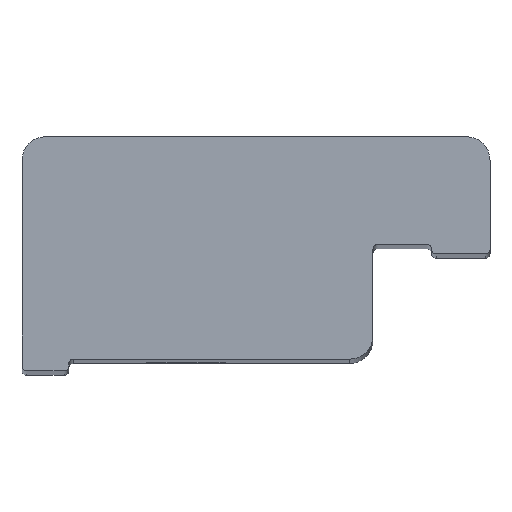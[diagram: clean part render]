
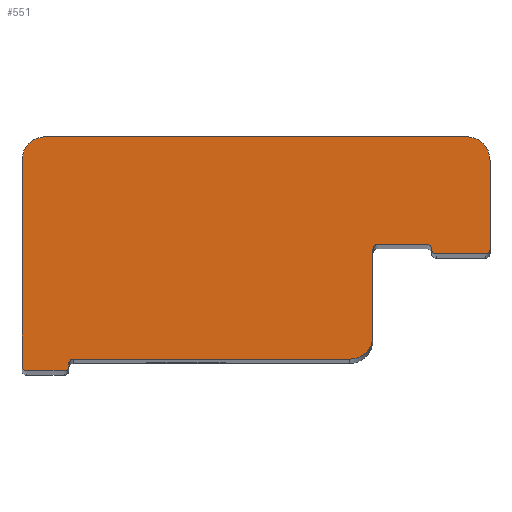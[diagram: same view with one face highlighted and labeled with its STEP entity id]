
A CAD part, top view. The second image highlights one B-rep face of the part: STEP entity #551.
In plain terms, the highlighted planar face has unit normal (0, 0, 1).
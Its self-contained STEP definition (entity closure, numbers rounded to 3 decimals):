
#17=LINE('',#874,#54);
#20=LINE('',#880,#57);
#21=LINE('',#884,#58);
#22=LINE('',#890,#59);
#23=LINE('',#894,#60);
#24=LINE('',#898,#61);
#25=LINE('',#902,#62);
#26=LINE('',#906,#63);
#27=LINE('',#910,#64);
#54=VECTOR('',#709,11.8);
#57=VECTOR('',#714,3.7);
#58=VECTOR('',#717,2.1);
#59=VECTOR('',#722,2.1);
#60=VECTOR('',#725,3.8);
#61=VECTOR('',#728,18.);
#62=VECTOR('',#731,8.8);
#63=VECTOR('',#734,1.6);
#64=VECTOR('',#737,0.1);
#141=FACE_OUTER_BOUND('',#190,.T.);
#190=EDGE_LOOP('',(#412,#413,#414,#415,#416,#417,#418,#419,#420,#421,#422,
#423,#424,#425,#426,#427,#428,#429,#430));
#229=CIRCLE('',#601,1.);
#231=CIRCLE('',#605,0.2);
#232=CIRCLE('',#606,0.2);
#233=CIRCLE('',#607,0.2);
#234=CIRCLE('',#608,0.2);
#235=CIRCLE('',#609,1.);
#236=CIRCLE('',#610,1.);
#237=CIRCLE('',#611,0.2);
#238=CIRCLE('',#612,0.2);
#239=CIRCLE('',#613,0.2);
#265=VERTEX_POINT('',#864);
#266=VERTEX_POINT('',#865);
#269=VERTEX_POINT('',#873);
#271=VERTEX_POINT('',#879);
#272=VERTEX_POINT('',#881);
#273=VERTEX_POINT('',#883);
#274=VERTEX_POINT('',#885);
#275=VERTEX_POINT('',#887);
#276=VERTEX_POINT('',#889);
#277=VERTEX_POINT('',#891);
#278=VERTEX_POINT('',#893);
#279=VERTEX_POINT('',#895);
#280=VERTEX_POINT('',#897);
#281=VERTEX_POINT('',#899);
#282=VERTEX_POINT('',#901);
#283=VERTEX_POINT('',#903);
#284=VERTEX_POINT('',#905);
#285=VERTEX_POINT('',#907);
#286=VERTEX_POINT('',#909);
#319=EDGE_CURVE('',#265,#266,#229,.T.);
#323=EDGE_CURVE('',#266,#269,#17,.T.);
#326=EDGE_CURVE('',#271,#265,#20,.T.);
#327=EDGE_CURVE('',#272,#271,#231,.T.);
#328=EDGE_CURVE('',#273,#272,#21,.T.);
#329=EDGE_CURVE('',#274,#273,#232,.T.);
#330=EDGE_CURVE('',#275,#274,#233,.T.);
#331=EDGE_CURVE('',#276,#275,#22,.T.);
#332=EDGE_CURVE('',#277,#276,#234,.T.);
#333=EDGE_CURVE('',#278,#277,#23,.T.);
#334=EDGE_CURVE('',#279,#278,#235,.T.);
#335=EDGE_CURVE('',#280,#279,#24,.T.);
#336=EDGE_CURVE('',#281,#280,#236,.T.);
#337=EDGE_CURVE('',#282,#281,#25,.T.);
#338=EDGE_CURVE('',#283,#282,#237,.T.);
#339=EDGE_CURVE('',#284,#283,#26,.T.);
#340=EDGE_CURVE('',#285,#284,#238,.T.);
#341=EDGE_CURVE('',#286,#285,#27,.T.);
#342=EDGE_CURVE('',#269,#286,#239,.T.);
#412=ORIENTED_EDGE('',*,*,#319,.F.);
#413=ORIENTED_EDGE('',*,*,#326,.F.);
#414=ORIENTED_EDGE('',*,*,#327,.F.);
#415=ORIENTED_EDGE('',*,*,#328,.F.);
#416=ORIENTED_EDGE('',*,*,#329,.F.);
#417=ORIENTED_EDGE('',*,*,#330,.F.);
#418=ORIENTED_EDGE('',*,*,#331,.F.);
#419=ORIENTED_EDGE('',*,*,#332,.F.);
#420=ORIENTED_EDGE('',*,*,#333,.F.);
#421=ORIENTED_EDGE('',*,*,#334,.F.);
#422=ORIENTED_EDGE('',*,*,#335,.F.);
#423=ORIENTED_EDGE('',*,*,#336,.F.);
#424=ORIENTED_EDGE('',*,*,#337,.F.);
#425=ORIENTED_EDGE('',*,*,#338,.F.);
#426=ORIENTED_EDGE('',*,*,#339,.F.);
#427=ORIENTED_EDGE('',*,*,#340,.F.);
#428=ORIENTED_EDGE('',*,*,#341,.F.);
#429=ORIENTED_EDGE('',*,*,#342,.F.);
#430=ORIENTED_EDGE('',*,*,#323,.F.);
#527=PLANE('',#604);
#551=ADVANCED_FACE('',(#141),#527,.T.);
#601=AXIS2_PLACEMENT_3D('',#866,#701,#702);
#604=AXIS2_PLACEMENT_3D('',#878,#712,#713);
#605=AXIS2_PLACEMENT_3D('',#882,#715,#716);
#606=AXIS2_PLACEMENT_3D('',#886,#718,#719);
#607=AXIS2_PLACEMENT_3D('',#888,#720,#721);
#608=AXIS2_PLACEMENT_3D('',#892,#723,#724);
#609=AXIS2_PLACEMENT_3D('',#896,#726,#727);
#610=AXIS2_PLACEMENT_3D('',#900,#729,#730);
#611=AXIS2_PLACEMENT_3D('',#904,#732,#733);
#612=AXIS2_PLACEMENT_3D('',#908,#735,#736);
#613=AXIS2_PLACEMENT_3D('',#911,#738,#739);
#701=DIRECTION('center_axis',(0.,0.,-1.));
#702=DIRECTION('ref_axis',(0.707,-0.707,0.));
#709=DIRECTION('',(-1.,0.,0.));
#712=DIRECTION('center_axis',(0.,0.,1.));
#713=DIRECTION('ref_axis',(1.,0.,0.));
#714=DIRECTION('',(0.,-1.,0.));
#715=DIRECTION('center_axis',(0.,0.,1.));
#716=DIRECTION('ref_axis',(-0.707,0.707,0.));
#717=DIRECTION('',(-1.,0.,0.));
#718=DIRECTION('center_axis',(0.,0.,1.));
#719=DIRECTION('ref_axis',(0.707,0.707,0.));
#720=DIRECTION('center_axis',(0.,0.,-1.));
#721=DIRECTION('ref_axis',(-0.707,-0.707,0.));
#722=DIRECTION('',(-1.,0.,0.));
#723=DIRECTION('center_axis',(0.,0.,-1.));
#724=DIRECTION('ref_axis',(0.707,-0.707,0.));
#725=DIRECTION('',(0.,-1.,0.));
#726=DIRECTION('center_axis',(0.,0.,-1.));
#727=DIRECTION('ref_axis',(0.707,0.707,0.));
#728=DIRECTION('',(1.,0.,0.));
#729=DIRECTION('center_axis',(0.,0.,-1.));
#730=DIRECTION('ref_axis',(-0.707,0.707,0.));
#731=DIRECTION('',(0.,1.,0.));
#732=DIRECTION('center_axis',(0.,0.,-1.));
#733=DIRECTION('ref_axis',(-0.707,-0.707,0.));
#734=DIRECTION('',(-1.,0.,0.));
#735=DIRECTION('center_axis',(0.,0.,-1.));
#736=DIRECTION('ref_axis',(0.707,-0.707,0.));
#737=DIRECTION('',(0.,-1.,0.));
#738=DIRECTION('center_axis',(0.,0.,1.));
#739=DIRECTION('ref_axis',(-0.707,0.707,0.));
#864=CARTESIAN_POINT('',(-99.984,44.141,107.));
#865=CARTESIAN_POINT('',(-100.984,43.141,107.));
#866=CARTESIAN_POINT('Origin',(-100.984,44.141,107.));
#873=CARTESIAN_POINT('',(-112.784,43.141,107.));
#874=CARTESIAN_POINT('',(-112.984,43.141,107.));
#878=CARTESIAN_POINT('Origin',(-105.42,48.178,107.));
#879=CARTESIAN_POINT('',(-99.984,47.841,107.));
#880=CARTESIAN_POINT('',(-99.984,43.141,107.));
#881=CARTESIAN_POINT('',(-99.784,48.041,107.));
#882=CARTESIAN_POINT('Origin',(-99.784,47.841,107.));
#883=CARTESIAN_POINT('',(-97.684,48.041,107.));
#884=CARTESIAN_POINT('',(-99.984,48.041,107.));
#885=CARTESIAN_POINT('',(-97.484,47.841,107.));
#886=CARTESIAN_POINT('Origin',(-97.684,47.841,107.));
#887=CARTESIAN_POINT('',(-97.284,47.641,107.));
#888=CARTESIAN_POINT('Origin',(-97.284,47.841,107.));
#889=CARTESIAN_POINT('',(-95.184,47.641,107.));
#890=CARTESIAN_POINT('',(-97.484,47.641,107.));
#891=CARTESIAN_POINT('',(-94.984,47.841,107.));
#892=CARTESIAN_POINT('Origin',(-95.184,47.841,107.));
#893=CARTESIAN_POINT('',(-94.984,51.641,107.));
#894=CARTESIAN_POINT('',(-94.984,47.641,107.));
#895=CARTESIAN_POINT('',(-95.984,52.641,107.));
#896=CARTESIAN_POINT('Origin',(-95.984,51.641,107.));
#897=CARTESIAN_POINT('',(-113.984,52.641,107.));
#898=CARTESIAN_POINT('',(-94.984,52.641,107.));
#899=CARTESIAN_POINT('',(-114.984,51.641,107.));
#900=CARTESIAN_POINT('Origin',(-113.984,51.641,107.));
#901=CARTESIAN_POINT('',(-114.984,42.841,107.));
#902=CARTESIAN_POINT('',(-114.984,52.641,107.));
#903=CARTESIAN_POINT('',(-114.784,42.641,107.));
#904=CARTESIAN_POINT('Origin',(-114.784,42.841,107.));
#905=CARTESIAN_POINT('',(-113.184,42.641,107.));
#906=CARTESIAN_POINT('',(-114.984,42.641,107.));
#907=CARTESIAN_POINT('',(-112.984,42.841,107.));
#908=CARTESIAN_POINT('Origin',(-113.184,42.841,107.));
#909=CARTESIAN_POINT('',(-112.984,42.941,107.));
#910=CARTESIAN_POINT('',(-112.984,42.641,107.));
#911=CARTESIAN_POINT('Origin',(-112.784,42.941,107.));
